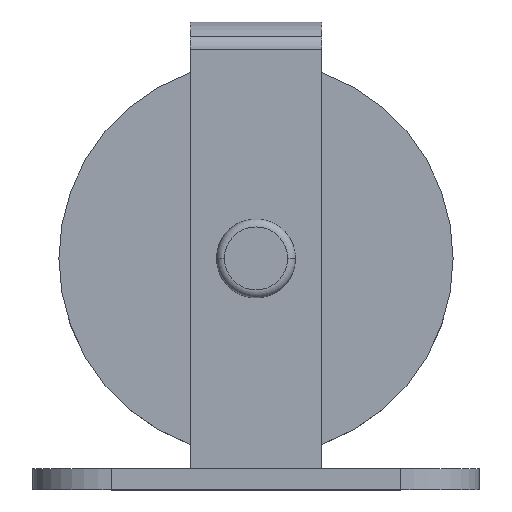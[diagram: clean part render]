
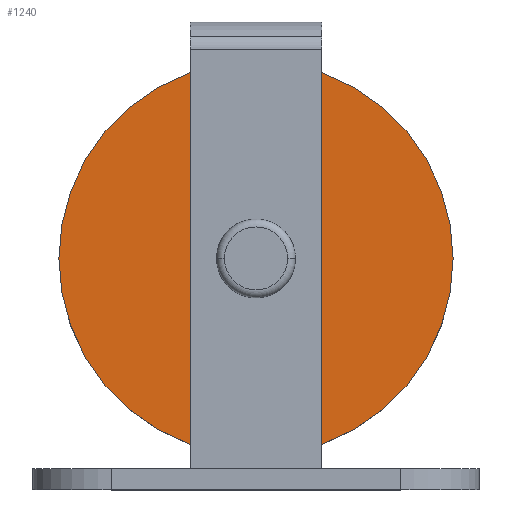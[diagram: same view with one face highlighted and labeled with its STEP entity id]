
A CAD part, top view. The second image highlights one B-rep face of the part: STEP entity #1240.
In plain terms, the highlighted planar face has unit normal (0, 0, 1).
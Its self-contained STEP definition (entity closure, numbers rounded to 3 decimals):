
#380=CARTESIAN_POINT('',(0.,44.,6.85));
#381=DIRECTION('',(0.,0.,-1.));
#382=DIRECTION('',(0.,-1.,0.));
#383=AXIS2_PLACEMENT_3D('',#380,#381,#382);
#385=CARTESIAN_POINT('',(0.,44.,6.85));
#386=DIRECTION('',(0.,0.,-1.));
#387=DIRECTION('',(0.,1.,0.));
#388=AXIS2_PLACEMENT_3D('',#385,#386,#387);
#390=CARTESIAN_POINT('',(0.,44.,6.85));
#391=DIRECTION('',(0.,0.,1.));
#392=DIRECTION('',(1.,0.,0.));
#393=AXIS2_PLACEMENT_3D('',#390,#391,#392);
#395=CARTESIAN_POINT('',(0.,44.,6.85));
#396=DIRECTION('',(0.,0.,1.));
#397=DIRECTION('',(-1.,0.,0.));
#398=AXIS2_PLACEMENT_3D('',#395,#396,#397);
#728=CARTESIAN_POINT('',(0.,6.5,6.85));
#729=VERTEX_POINT('',#728);
#730=CARTESIAN_POINT('',(0.,81.5,6.85));
#731=VERTEX_POINT('',#730);
#732=CARTESIAN_POINT('',(4.,44.,6.85));
#733=CARTESIAN_POINT('',(-4.,44.,6.85));
#734=VERTEX_POINT('',#732);
#735=VERTEX_POINT('',#733);
#1225=CARTESIAN_POINT('',(0.,44.,6.85));
#1226=DIRECTION('',(0.,0.,1.));
#1227=DIRECTION('',(0.,1.,0.));
#1228=AXIS2_PLACEMENT_3D('',#1225,#1226,#1227);
#1229=PLANE('',#1228);
#1230=ORIENTED_EDGE('',*,*,#1220,.T.);
#1231=ORIENTED_EDGE('',*,*,#1204,.T.);
#1232=EDGE_LOOP('',(#1230,#1231));
#1233=FACE_OUTER_BOUND('',#1232,.F.);
#1235=ORIENTED_EDGE('',*,*,#1234,.T.);
#1237=ORIENTED_EDGE('',*,*,#1236,.T.);
#1238=EDGE_LOOP('',(#1235,#1237));
#1239=FACE_BOUND('',#1238,.F.);
#1240=ADVANCED_FACE('',(#1233,#1239),#1229,.T.);
#384=CIRCLE('',#383,37.5);
#389=CIRCLE('',#388,37.5);
#394=CIRCLE('',#393,4.);
#399=CIRCLE('',#398,4.);
#1204=EDGE_CURVE('',#731,#729,#389,.T.);
#1220=EDGE_CURVE('',#729,#731,#384,.T.);
#1234=EDGE_CURVE('',#734,#735,#394,.T.);
#1236=EDGE_CURVE('',#735,#734,#399,.T.);
